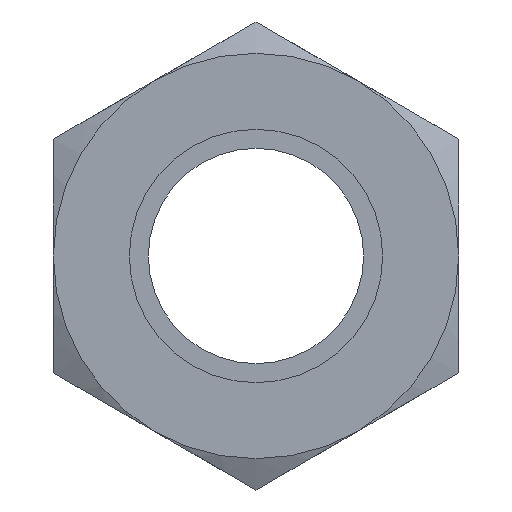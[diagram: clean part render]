
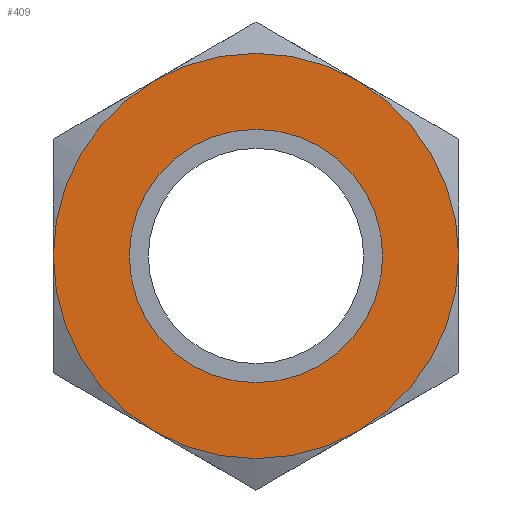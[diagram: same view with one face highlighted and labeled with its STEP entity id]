
A CAD part, front view. The second image highlights one B-rep face of the part: STEP entity #409.
In plain terms, the highlighted planar face has unit normal (0, -1, 0).
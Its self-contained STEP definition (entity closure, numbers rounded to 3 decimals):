
#19=FACE_BOUND('',#94,.T.);
#23=PLANE('',#466);
#67=FACE_OUTER_BOUND('',#93,.T.);
#93=EDGE_LOOP('',(#305,#306,#307,#308,#309,#310));
#94=EDGE_LOOP('',(#311,#312));
#110=CIRCLE('',#437,4.);
#111=CIRCLE('',#439,4.);
#112=CIRCLE('',#441,4.);
#113=CIRCLE('',#443,4.);
#114=CIRCLE('',#445,4.);
#115=CIRCLE('',#447,4.);
#125=CIRCLE('',#464,2.5);
#126=CIRCLE('',#465,2.5);
#162=VERTEX_POINT('',#611);
#164=VERTEX_POINT('',#616);
#165=VERTEX_POINT('',#622);
#167=VERTEX_POINT('',#632);
#169=VERTEX_POINT('',#642);
#171=VERTEX_POINT('',#652);
#189=VERTEX_POINT('',#737);
#190=VERTEX_POINT('',#739);
#203=EDGE_CURVE('',#162,#164,#110,.F.);
#204=EDGE_CURVE('',#164,#165,#111,.F.);
#207=EDGE_CURVE('',#165,#167,#112,.F.);
#212=EDGE_CURVE('',#169,#162,#113,.F.);
#213=EDGE_CURVE('',#167,#171,#114,.F.);
#218=EDGE_CURVE('',#171,#169,#115,.F.);
#241=EDGE_CURVE('',#189,#190,#125,.T.);
#242=EDGE_CURVE('',#190,#189,#126,.T.);
#305=ORIENTED_EDGE('',*,*,#218,.T.);
#306=ORIENTED_EDGE('',*,*,#212,.T.);
#307=ORIENTED_EDGE('',*,*,#203,.T.);
#308=ORIENTED_EDGE('',*,*,#204,.T.);
#309=ORIENTED_EDGE('',*,*,#207,.T.);
#310=ORIENTED_EDGE('',*,*,#213,.T.);
#311=ORIENTED_EDGE('',*,*,#242,.F.);
#312=ORIENTED_EDGE('',*,*,#241,.F.);
#409=ADVANCED_FACE('',(#67,#19),#23,.F.);
#437=AXIS2_PLACEMENT_3D('',#620,#494,#495);
#439=AXIS2_PLACEMENT_3D('',#623,#498,#499);
#441=AXIS2_PLACEMENT_3D('',#633,#502,#503);
#443=AXIS2_PLACEMENT_3D('',#650,#506,#507);
#445=AXIS2_PLACEMENT_3D('',#653,#510,#511);
#447=AXIS2_PLACEMENT_3D('',#669,#514,#515);
#464=AXIS2_PLACEMENT_3D('',#740,#549,#550);
#465=AXIS2_PLACEMENT_3D('',#741,#551,#552);
#466=AXIS2_PLACEMENT_3D('',#742,#553,#554);
#494=DIRECTION('center_axis',(0.,1.,0.));
#495=DIRECTION('ref_axis',(0.,0.,1.));
#498=DIRECTION('center_axis',(0.,1.,0.));
#499=DIRECTION('ref_axis',(0.,0.,1.));
#502=DIRECTION('center_axis',(0.,1.,0.));
#503=DIRECTION('ref_axis',(0.,0.,1.));
#506=DIRECTION('center_axis',(0.,1.,0.));
#507=DIRECTION('ref_axis',(0.,0.,1.));
#510=DIRECTION('center_axis',(0.,1.,0.));
#511=DIRECTION('ref_axis',(0.,0.,1.));
#514=DIRECTION('center_axis',(0.,1.,0.));
#515=DIRECTION('ref_axis',(0.,0.,1.));
#549=DIRECTION('center_axis',(0.,-1.,0.));
#550=DIRECTION('ref_axis',(0.,0.,-1.));
#551=DIRECTION('center_axis',(0.,-1.,0.));
#552=DIRECTION('ref_axis',(0.,0.,-1.));
#553=DIRECTION('center_axis',(0.,1.,0.));
#554=DIRECTION('ref_axis',(0.,0.,1.));
#611=CARTESIAN_POINT('',(-2.,0.,-3.464));
#616=CARTESIAN_POINT('',(2.,0.,-3.464));
#620=CARTESIAN_POINT('Origin',(0.,0.,0.));
#622=CARTESIAN_POINT('',(4.,0.,0.));
#623=CARTESIAN_POINT('Origin',(0.,0.,0.));
#632=CARTESIAN_POINT('',(2.,0.,3.464));
#633=CARTESIAN_POINT('Origin',(0.,0.,0.));
#642=CARTESIAN_POINT('',(-4.,0.,0.));
#650=CARTESIAN_POINT('Origin',(0.,0.,0.));
#652=CARTESIAN_POINT('',(-2.,0.,3.464));
#653=CARTESIAN_POINT('Origin',(0.,0.,0.));
#669=CARTESIAN_POINT('Origin',(0.,0.,0.));
#737=CARTESIAN_POINT('',(0.,0.,2.5));
#739=CARTESIAN_POINT('',(0.,0.,-2.5));
#740=CARTESIAN_POINT('Origin',(0.,0.,0.));
#741=CARTESIAN_POINT('Origin',(0.,0.,0.));
#742=CARTESIAN_POINT('Origin',(-2.5,0.,0.));
